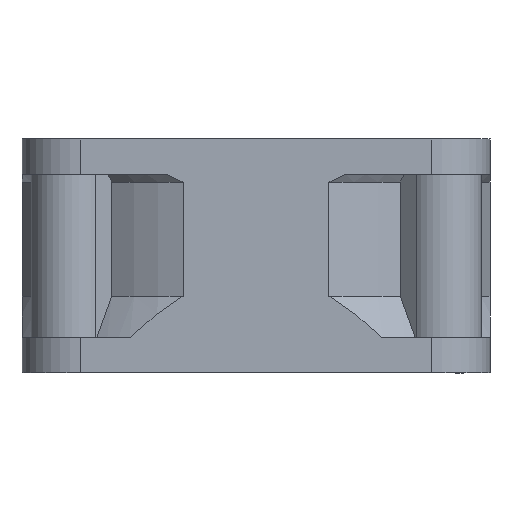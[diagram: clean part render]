
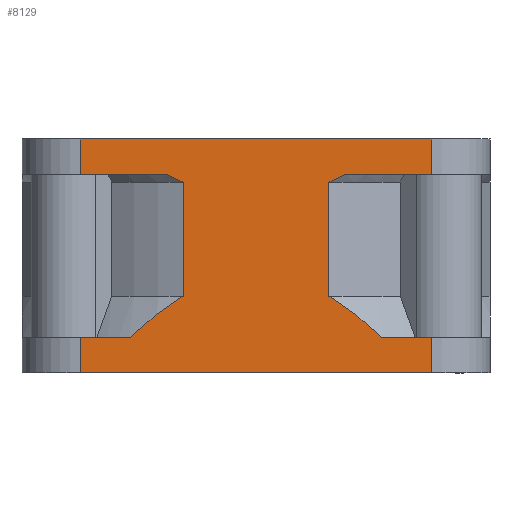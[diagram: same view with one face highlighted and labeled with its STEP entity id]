
A CAD part, front view. The second image highlights one B-rep face of the part: STEP entity #8129.
In plain terms, the highlighted planar face has unit normal (0, -1, 0).
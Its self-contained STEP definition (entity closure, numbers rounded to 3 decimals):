
#2501=DIRECTION('',(1.,0.,0.));
#2502=VECTOR('',#2501,4.187);
#2503=CARTESIAN_POINT('',(-15.,-20.,3.));
#2504=LINE('',#2503,#2502);
#2505=CARTESIAN_POINT('',(-10.813,-20.,3.));
#2506=CARTESIAN_POINT('',(-10.27,-20.,3.517));
#2507=CARTESIAN_POINT('',(-9.206,-20.,4.469));
#2508=CARTESIAN_POINT('',(-7.682,-20.,5.653));
#2509=CARTESIAN_POINT('',(-6.71,-20.,6.291));
#2510=CARTESIAN_POINT('',(-6.237,-20.,6.572));
#2512=DIRECTION('',(0.,0.,1.));
#2513=VECTOR('',#2512,9.747);
#2514=CARTESIAN_POINT('',(-6.237,-20.,6.572));
#2515=LINE('',#2514,#2513);
#2516=CARTESIAN_POINT('',(-7.624,-20.,17.));
#2517=CARTESIAN_POINT('',(-7.466,-20.,16.916));
#2518=CARTESIAN_POINT('',(-7.153,-20.,16.753));
#2519=CARTESIAN_POINT('',(-6.691,-20.,16.527));
#2520=CARTESIAN_POINT('',(-6.388,-20.,16.387));
#2521=CARTESIAN_POINT('',(-6.237,-20.,16.319));
#2523=DIRECTION('',(1.,0.,0.));
#2524=VECTOR('',#2523,7.376);
#2525=CARTESIAN_POINT('',(-15.,-20.,17.));
#2526=LINE('',#2525,#2524);
#2527=DIRECTION('',(0.,0.,1.));
#2528=VECTOR('',#2527,3.);
#2529=CARTESIAN_POINT('',(-15.,-20.,17.));
#2530=LINE('',#2529,#2528);
#2531=DIRECTION('',(1.,0.,0.));
#2532=VECTOR('',#2531,30.);
#2533=CARTESIAN_POINT('',(-15.,-20.,20.));
#2534=LINE('',#2533,#2532);
#2535=DIRECTION('',(1.,0.,0.));
#2536=VECTOR('',#2535,7.376);
#2537=CARTESIAN_POINT('',(7.624,-20.,17.));
#2538=LINE('',#2537,#2536);
#2539=CARTESIAN_POINT('',(6.237,-20.,16.319));
#2540=CARTESIAN_POINT('',(6.388,-20.,16.387));
#2541=CARTESIAN_POINT('',(6.691,-20.,16.527));
#2542=CARTESIAN_POINT('',(7.153,-20.,16.753));
#2543=CARTESIAN_POINT('',(7.466,-20.,16.916));
#2544=CARTESIAN_POINT('',(7.624,-20.,17.));
#2546=DIRECTION('',(0.,0.,1.));
#2547=VECTOR('',#2546,9.747);
#2548=CARTESIAN_POINT('',(6.237,-20.,6.572));
#2549=LINE('',#2548,#2547);
#2550=CARTESIAN_POINT('',(6.237,-20.,6.572));
#2551=CARTESIAN_POINT('',(6.71,-20.,6.291));
#2552=CARTESIAN_POINT('',(7.682,-20.,5.653));
#2553=CARTESIAN_POINT('',(9.206,-20.,4.469));
#2554=CARTESIAN_POINT('',(10.27,-20.,3.517));
#2555=CARTESIAN_POINT('',(10.813,-20.,3.));
#2557=DIRECTION('',(1.,0.,0.));
#2558=VECTOR('',#2557,4.187);
#2559=CARTESIAN_POINT('',(10.813,-20.,3.));
#2560=LINE('',#2559,#2558);
#2561=DIRECTION('',(-1.,0.,0.));
#2562=VECTOR('',#2561,30.);
#2563=CARTESIAN_POINT('',(15.,-20.,0.));
#2564=LINE('',#2563,#2562);
#2565=DIRECTION('',(0.,0.,1.));
#2566=VECTOR('',#2565,3.);
#2567=CARTESIAN_POINT('',(-15.,-20.,0.));
#2568=LINE('',#2567,#2566);
#2592=DIRECTION('',(0.,0.,1.));
#2593=VECTOR('',#2592,3.);
#2594=CARTESIAN_POINT('',(15.,-20.,0.));
#2595=LINE('',#2594,#2593);
#2601=DIRECTION('',(0.,0.,1.));
#2602=VECTOR('',#2601,3.);
#2603=CARTESIAN_POINT('',(15.,-20.,17.));
#2604=LINE('',#2603,#2602);
#4327=CARTESIAN_POINT('',(-15.,-20.,0.));
#4329=VERTEX_POINT('',#4327);
#4330=CARTESIAN_POINT('',(15.,-20.,0.));
#4332=VERTEX_POINT('',#4330);
#4359=CARTESIAN_POINT('',(-15.,-20.,20.));
#4361=VERTEX_POINT('',#4359);
#4362=CARTESIAN_POINT('',(15.,-20.,20.));
#4364=VERTEX_POINT('',#4362);
#4463=CARTESIAN_POINT('',(-15.,-20.,3.));
#4464=VERTEX_POINT('',#4463);
#4465=CARTESIAN_POINT('',(-15.,-20.,17.));
#4466=VERTEX_POINT('',#4465);
#4467=CARTESIAN_POINT('',(-10.813,-20.,3.));
#4468=VERTEX_POINT('',#4467);
#4469=CARTESIAN_POINT('',(10.813,-20.,3.));
#4470=CARTESIAN_POINT('',(15.,-20.,3.));
#4471=VERTEX_POINT('',#4469);
#4472=VERTEX_POINT('',#4470);
#4473=CARTESIAN_POINT('',(-7.624,-20.,17.));
#4474=VERTEX_POINT('',#4473);
#4475=CARTESIAN_POINT('',(7.624,-20.,17.));
#4476=CARTESIAN_POINT('',(15.,-20.,17.));
#4477=VERTEX_POINT('',#4475);
#4478=VERTEX_POINT('',#4476);
#4479=CARTESIAN_POINT('',(-6.237,-20.,6.572));
#4480=CARTESIAN_POINT('',(-6.237,-20.,16.319));
#4481=VERTEX_POINT('',#4479);
#4482=VERTEX_POINT('',#4480);
#4483=CARTESIAN_POINT('',(6.237,-20.,6.572));
#4484=CARTESIAN_POINT('',(6.237,-20.,16.319));
#4485=VERTEX_POINT('',#4483);
#4486=VERTEX_POINT('',#4484);
#8102=CARTESIAN_POINT('',(-15.,-20.,0.));
#8103=DIRECTION('',(0.,-1.,0.));
#8104=DIRECTION('',(1.,0.,0.));
#8105=AXIS2_PLACEMENT_3D('',#8102,#8103,#8104);
#8106=PLANE('',#8105);
#8107=ORIENTED_EDGE('',*,*,#7217,.T.);
#8108=ORIENTED_EDGE('',*,*,#7972,.T.);
#8109=ORIENTED_EDGE('',*,*,#8054,.T.);
#8110=ORIENTED_EDGE('',*,*,#7896,.F.);
#8111=ORIENTED_EDGE('',*,*,#6959,.F.);
#8113=ORIENTED_EDGE('',*,*,#8112,.T.);
#8114=ORIENTED_EDGE('',*,*,#6583,.T.);
#8116=ORIENTED_EDGE('',*,*,#8115,.F.);
#8117=ORIENTED_EDGE('',*,*,#6931,.F.);
#8118=ORIENTED_EDGE('',*,*,#7868,.F.);
#8119=ORIENTED_EDGE('',*,*,#8028,.F.);
#8120=ORIENTED_EDGE('',*,*,#7942,.T.);
#8121=ORIENTED_EDGE('',*,*,#7197,.T.);
#8123=ORIENTED_EDGE('',*,*,#8122,.F.);
#8124=ORIENTED_EDGE('',*,*,#5570,.T.);
#8126=ORIENTED_EDGE('',*,*,#8125,.T.);
#8127=EDGE_LOOP('',(#8107,#8108,#8109,#8110,#8111,#8113,#8114,#8116,#8117,#8118,
#8119,#8120,#8121,#8123,#8124,#8126));
#8128=FACE_OUTER_BOUND('',#8127,.F.);
#2511=B_SPLINE_CURVE_WITH_KNOTS('',3,(#2505,#2506,#2507,#2508,#2509,#2510),
.UNSPECIFIED.,.F.,.F.,(4,1,1,4),(0.,0.333,0.667,1.),
.UNSPECIFIED.);
#2522=B_SPLINE_CURVE_WITH_KNOTS('',3,(#2516,#2517,#2518,#2519,#2520,#2521),
.UNSPECIFIED.,.F.,.F.,(4,1,1,4),(0.,0.333,0.667,1.),
.UNSPECIFIED.);
#2545=B_SPLINE_CURVE_WITH_KNOTS('',3,(#2539,#2540,#2541,#2542,#2543,#2544),
.UNSPECIFIED.,.F.,.F.,(4,1,1,4),(0.,0.333,0.667,1.),
.UNSPECIFIED.);
#2556=B_SPLINE_CURVE_WITH_KNOTS('',3,(#2550,#2551,#2552,#2553,#2554,#2555),
.UNSPECIFIED.,.F.,.F.,(4,1,1,4),(0.,0.333,0.667,1.),
.UNSPECIFIED.);
#5570=EDGE_CURVE('',#4332,#4329,#2564,.T.);
#6583=EDGE_CURVE('',#4361,#4364,#2534,.T.);
#6931=EDGE_CURVE('',#4477,#4478,#2538,.T.);
#6959=EDGE_CURVE('',#4466,#4474,#2526,.T.);
#7197=EDGE_CURVE('',#4471,#4472,#2560,.T.);
#7217=EDGE_CURVE('',#4464,#4468,#2504,.T.);
#7868=EDGE_CURVE('',#4486,#4477,#2545,.T.);
#7896=EDGE_CURVE('',#4474,#4482,#2522,.T.);
#7942=EDGE_CURVE('',#4485,#4471,#2556,.T.);
#7972=EDGE_CURVE('',#4468,#4481,#2511,.T.);
#8028=EDGE_CURVE('',#4485,#4486,#2549,.T.);
#8054=EDGE_CURVE('',#4481,#4482,#2515,.T.);
#8112=EDGE_CURVE('',#4466,#4361,#2530,.T.);
#8115=EDGE_CURVE('',#4478,#4364,#2604,.T.);
#8122=EDGE_CURVE('',#4332,#4472,#2595,.T.);
#8125=EDGE_CURVE('',#4329,#4464,#2568,.T.);
#8129=ADVANCED_FACE('',(#8128),#8106,.T.);
